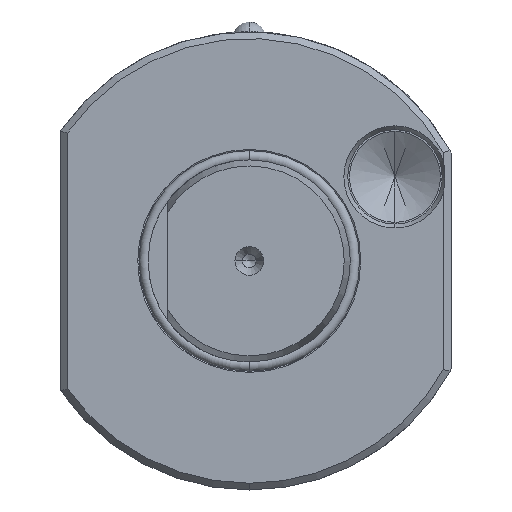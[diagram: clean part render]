
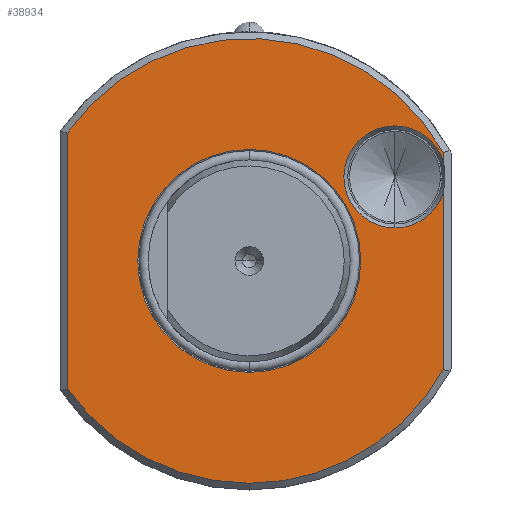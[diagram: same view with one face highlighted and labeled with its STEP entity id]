
A CAD part, left-side view. The second image highlights one B-rep face of the part: STEP entity #38934.
In plain terms, the highlighted planar face has unit normal (-1, 0, 0).
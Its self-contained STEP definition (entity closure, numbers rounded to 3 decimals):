
#60 = AXIS2_PLACEMENT_3D ( 'NONE', #31035, #31037, #30980 ) ;
#64 = AXIS2_PLACEMENT_3D ( 'NONE', #31006, #30985, #30988 ) ;
#86 = AXIS2_PLACEMENT_3D ( 'NONE', #30965, #30969, #30971 ) ;
#334 = AXIS2_PLACEMENT_3D ( 'NONE', #21930, #21937, #22009 ) ;
#2211 = EDGE_LOOP ( 'NONE', ( #39443, #39429, #40374, #40389, #39419, #39472, #39476, #40390, #39475 ) ) ;
#2447 = VERTEX_POINT ( 'NONE', #46841 ) ;
#2460 = VERTEX_POINT ( 'NONE', #46809 ) ;
#2486 = VERTEX_POINT ( 'NONE', #46858 ) ;
#2575 = CIRCLE ( 'NONE', #22102, 33. ) ;
#2818 = LINE ( 'NONE', #48173, #2819 ) ;
#2819 = VECTOR ( 'NONE', #48168, 1000. ) ;
#2835 = CIRCLE ( 'NONE', #22466, 33. ) ;
#2852 = LINE ( 'NONE', #48116, #2854 ) ;
#2854 = VECTOR ( 'NONE', #48119, 1000. ) ;
#2879 = VECTOR ( 'NONE', #48259, 1000. ) ;
#2886 = CIRCLE ( 'NONE', #22512, 7.577 ) ;
#2897 = CIRCLE ( 'NONE', #22428, 33. ) ;
#2898 = CIRCLE ( 'NONE', #22435, 16.55 ) ;
#2906 = LINE ( 'NONE', #48267, #2879 ) ;
#21559 = EDGE_CURVE ( 'NONE', #43401, #43382, #2575, .T. ) ;
#21930 = CARTESIAN_POINT ( 'NONE',  ( 2., 15., 0. ) ) ;
#21934 = PLANE ( 'NONE',  #334 ) ;
#21937 = DIRECTION ( 'NONE',  ( -1., 0., 0. ) ) ;
#22009 = DIRECTION ( 'NONE',  ( 0., 0., 1. ) ) ;
#22093 = EDGE_CURVE ( 'NONE', #2460, #43401, #2835, .T. ) ;
#22102 = AXIS2_PLACEMENT_3D ( 'NONE', #46951, #46959, #46953 ) ;
#22105 = EDGE_CURVE ( 'NONE', #43382, #58290, #2852, .T. ) ;
#22145 = EDGE_CURVE ( 'NONE', #58107, #2447, #2818, .T. ) ;
#22152 = EDGE_CURVE ( 'NONE', #58147, #58250, #2886, .T. ) ;
#22179 = EDGE_CURVE ( 'NONE', #2447, #2486, #2897, .T. ) ;
#22181 = EDGE_CURVE ( 'NONE', #58359, #58404, #2898, .T. ) ;
#22207 = EDGE_CURVE ( 'NONE', #2486, #2460, #2906, .T. ) ;
#22428 = AXIS2_PLACEMENT_3D ( 'NONE', #48229, #48230, #48231 ) ;
#22435 = AXIS2_PLACEMENT_3D ( 'NONE', #48247, #48248, #48232 ) ;
#22466 = AXIS2_PLACEMENT_3D ( 'NONE', #48138, #48117, #48134 ) ;
#22512 = AXIS2_PLACEMENT_3D ( 'NONE', #48226, #48227, #48235 ) ;
#24348 = CARTESIAN_POINT ( 'NONE',  ( 2., 0., -33. ) ) ;
#24358 = CARTESIAN_POINT ( 'NONE',  ( 2., -28.8, -16.111 ) ) ;
#24615 = CARTESIAN_POINT ( 'NONE',  ( 2., -21.62, 20.047 ) ) ;
#24647 = CARTESIAN_POINT ( 'NONE',  ( 2., -21.62, 4.893 ) ) ;
#24653 = CARTESIAN_POINT ( 'NONE',  ( 2., -28.8, 14.892 ) ) ;
#24673 = CARTESIAN_POINT ( 'NONE',  ( 2., 16.55, 0. ) ) ;
#24691 = CARTESIAN_POINT ( 'NONE',  ( 2., -28.8, 10.048 ) ) ;
#24754 = CARTESIAN_POINT ( 'NONE',  ( 2., -16.55, 0. ) ) ;
#30965 = CARTESIAN_POINT ( 'NONE',  ( 2., -21.62, 12.47 ) ) ;
#30969 = DIRECTION ( 'NONE',  ( 1., 0., 0. ) ) ;
#30971 = DIRECTION ( 'NONE',  ( 0., 0., 1. ) ) ;
#30980 = DIRECTION ( 'NONE',  ( 0., 1., 0. ) ) ;
#30985 = DIRECTION ( 'NONE',  ( 1., 0., 0. ) ) ;
#30988 = DIRECTION ( 'NONE',  ( 0., 0., 1. ) ) ;
#31006 = CARTESIAN_POINT ( 'NONE',  ( 2., -21.62, 12.47 ) ) ;
#31035 = CARTESIAN_POINT ( 'NONE',  ( 2., 0., 0. ) ) ;
#31037 = DIRECTION ( 'NONE',  ( 1., 0., 0. ) ) ;
#32562 = EDGE_CURVE ( 'NONE', #58290, #58147, #55236, .T. ) ;
#32571 = EDGE_CURVE ( 'NONE', #58404, #58359, #55238, .T. ) ;
#32574 = EDGE_CURVE ( 'NONE', #58250, #58107, #55243, .T. ) ;
#38934 = ADVANCED_FACE ( 'NONE', ( #56667, #56671 ), #21934, .T. ) ;
#39419 = ORIENTED_EDGE ( 'NONE', *, *, #22152, .T. ) ;
#39429 = ORIENTED_EDGE ( 'NONE', *, *, #21559, .T. ) ;
#39443 = ORIENTED_EDGE ( 'NONE', *, *, #22093, .T. ) ;
#39472 = ORIENTED_EDGE ( 'NONE', *, *, #32574, .T. ) ;
#39473 = ORIENTED_EDGE ( 'NONE', *, *, #32571, .T. ) ;
#39475 = ORIENTED_EDGE ( 'NONE', *, *, #22207, .T. ) ;
#39476 = ORIENTED_EDGE ( 'NONE', *, *, #22145, .T. ) ;
#39478 = ORIENTED_EDGE ( 'NONE', *, *, #22181, .T. ) ;
#40374 = ORIENTED_EDGE ( 'NONE', *, *, #22105, .T. ) ;
#40389 = ORIENTED_EDGE ( 'NONE', *, *, #32562, .T. ) ;
#40390 = ORIENTED_EDGE ( 'NONE', *, *, #22179, .T. ) ;
#41437 = EDGE_LOOP ( 'NONE', ( #39473, #39478 ) ) ;
#43382 = VERTEX_POINT ( 'NONE', #24358 ) ;
#43401 = VERTEX_POINT ( 'NONE', #24348 ) ;
#46809 = CARTESIAN_POINT ( 'NONE',  ( 2., 27., -18.974 ) ) ;
#46841 = CARTESIAN_POINT ( 'NONE',  ( 2., -28.8, 16.111 ) ) ;
#46858 = CARTESIAN_POINT ( 'NONE',  ( 2., 27., 18.974 ) ) ;
#46951 = CARTESIAN_POINT ( 'NONE',  ( 2., 0., 0. ) ) ;
#46953 = DIRECTION ( 'NONE',  ( 0., 0., 1. ) ) ;
#46959 = DIRECTION ( 'NONE',  ( -1., 0., 0. ) ) ;
#48116 = CARTESIAN_POINT ( 'NONE',  ( 2., -28.8, 0. ) ) ;
#48117 = DIRECTION ( 'NONE',  ( -1., 0., 0. ) ) ;
#48119 = DIRECTION ( 'NONE',  ( 0., 0., 1. ) ) ;
#48134 = DIRECTION ( 'NONE',  ( 0., 0., 1. ) ) ;
#48138 = CARTESIAN_POINT ( 'NONE',  ( 2., 0., 0. ) ) ;
#48168 = DIRECTION ( 'NONE',  ( 0., 0., 1. ) ) ;
#48173 = CARTESIAN_POINT ( 'NONE',  ( 2., -28.8, 0. ) ) ;
#48226 = CARTESIAN_POINT ( 'NONE',  ( 2., -21.62, 12.47 ) ) ;
#48227 = DIRECTION ( 'NONE',  ( 1., 0., 0. ) ) ;
#48229 = CARTESIAN_POINT ( 'NONE',  ( 2., 0., 0. ) ) ;
#48230 = DIRECTION ( 'NONE',  ( -1., 0., 0. ) ) ;
#48231 = DIRECTION ( 'NONE',  ( 0., 0., 1. ) ) ;
#48232 = DIRECTION ( 'NONE',  ( 0., 1., 0. ) ) ;
#48235 = DIRECTION ( 'NONE',  ( 0., 0., 1. ) ) ;
#48247 = CARTESIAN_POINT ( 'NONE',  ( 2., 0., 0. ) ) ;
#48248 = DIRECTION ( 'NONE',  ( 1., 0., 0. ) ) ;
#48259 = DIRECTION ( 'NONE',  ( 0., 0., -1. ) ) ;
#48267 = CARTESIAN_POINT ( 'NONE',  ( 2., 27., 0. ) ) ;
#55236 = CIRCLE ( 'NONE', #64, 7.577 ) ;
#55238 = CIRCLE ( 'NONE', #60, 16.55 ) ;
#55243 = CIRCLE ( 'NONE', #86, 7.577 ) ;
#56667 = FACE_OUTER_BOUND ( 'NONE', #2211, .T. ) ;
#56671 = FACE_BOUND ( 'NONE', #41437, .T. ) ;
#58107 = VERTEX_POINT ( 'NONE', #24653 ) ;
#58147 = VERTEX_POINT ( 'NONE', #24647 ) ;
#58250 = VERTEX_POINT ( 'NONE', #24615 ) ;
#58290 = VERTEX_POINT ( 'NONE', #24691 ) ;
#58359 = VERTEX_POINT ( 'NONE', #24673 ) ;
#58404 = VERTEX_POINT ( 'NONE', #24754 ) ;
